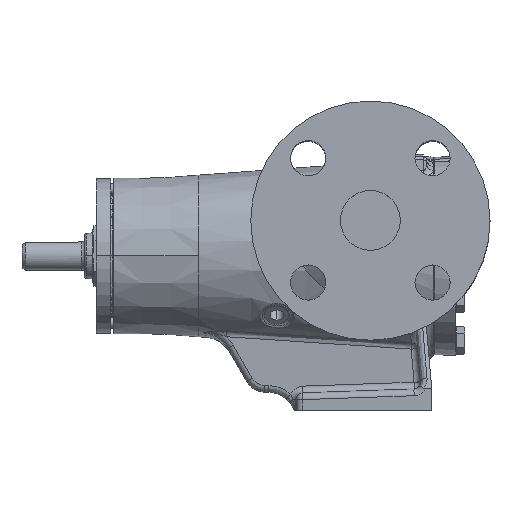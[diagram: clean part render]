
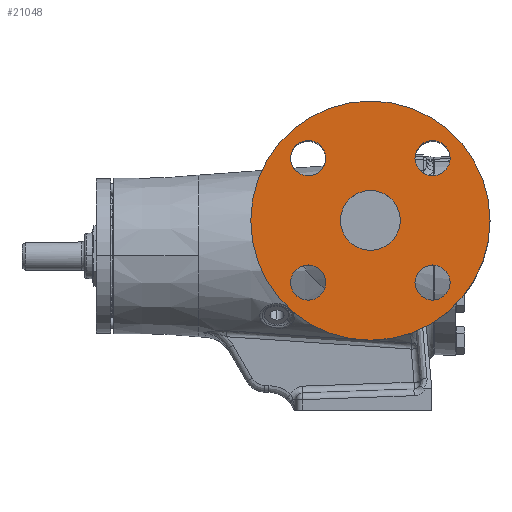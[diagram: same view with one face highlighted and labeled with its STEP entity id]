
A CAD part, top view. The second image highlights one B-rep face of the part: STEP entity #21048.
In plain terms, the highlighted planar face has unit normal (0, 0, 1).
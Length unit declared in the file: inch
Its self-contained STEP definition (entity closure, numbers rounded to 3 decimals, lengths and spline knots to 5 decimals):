
#356 = VERTEX_POINT ( 'NONE', #39075 ) ;
#877 = VERTEX_POINT ( 'NONE', #23627 ) ;
#2455 = DIRECTION ( 'NONE',  ( 1., 0., 0. ) ) ;
#2569 = FACE_BOUND ( 'NONE', #33434, .T. ) ;
#2652 = AXIS2_PLACEMENT_3D ( 'NONE', #7937, #43929, #35735 ) ;
#2831 = EDGE_CURVE ( 'Defeatured_0_589+Defeatured_0_1+Defeatured_0_1+Defeatured_0_1', #877, #4169, #17796, .T. ) ;
#3206 = EDGE_CURVE ( 'Defeatured_0_589+Defeatured_0_1+Defeatured_0_1+Defeatured_0_1', #4169, #877, #26460, .T. ) ;
#3326 = DIRECTION ( 'NONE',  ( 1., 0., 0. ) ) ;
#3760 = AXIS2_PLACEMENT_3D ( 'NONE', #33143, #9328, #28814 ) ;
#4169 = VERTEX_POINT ( 'NONE', #29641 ) ;
#4951 = DIRECTION ( 'NONE',  ( 0., 0., 1. ) ) ;
#5057 = CIRCLE ( 'NONE', #50954, 0.53125 ) ;
#5136 = PLANE ( 'NONE',  #16637 ) ;
#5388 = ORIENTED_EDGE ( 'NONE', *, *, #23435, .T. ) ;
#5572 = DIRECTION ( 'NONE',  ( 1., 0., 0. ) ) ;
#6073 = EDGE_CURVE ( 'Defeatured_0_586+Defeatured_0_1+Defeatured_0_1+Defeatured_0_1', #24465, #19915, #51054, .T. ) ;
#6228 = CARTESIAN_POINT ( 'NONE',  ( -0.01515, -0.47985, 4. ) ) ;
#7477 = CIRCLE ( 'NONE', #2652, 0.3125 ) ;
#7577 = FACE_BOUND ( 'NONE', #32843, .T. ) ;
#7937 = CARTESIAN_POINT ( 'NONE',  ( -2.22485, -0.47985, 4. ) ) ;
#8120 = CARTESIAN_POINT ( 'NONE',  ( -1.12, 0.62, 4. ) ) ;
#8629 = DIRECTION ( 'NONE',  ( 0., 0., -1. ) ) ;
#8742 = EDGE_LOOP ( 'NONE', ( #45150, #48549 ) ) ;
#9328 = DIRECTION ( 'NONE',  ( 0., 0., 1. ) ) ;
#9518 = DIRECTION ( 'NONE',  ( 1., 0., 0. ) ) ;
#9690 = DIRECTION ( 'NONE',  ( 0., 0., 1. ) ) ;
#10945 = DIRECTION ( 'NONE',  ( 1., 0., 0. ) ) ;
#11901 = AXIS2_PLACEMENT_3D ( 'NONE', #8120, #24652, #16653 ) ;
#12134 = EDGE_CURVE ( 'Defeatured_0_587+Defeatured_0_1+Defeatured_0_1+Defeatured_0_1', #22984, #44535, #32949, .T. ) ;
#13139 = EDGE_LOOP ( 'NONE', ( #32737, #5388 ) ) ;
#13374 = CARTESIAN_POINT ( 'NONE',  ( -0.58875, 0.625, 4. ) ) ;
#14273 = ORIENTED_EDGE ( 'NONE', *, *, #48776, .F. ) ;
#14851 = CARTESIAN_POINT ( 'NONE',  ( 0.29735, -0.47985, 4. ) ) ;
#15974 = ORIENTED_EDGE ( 'NONE', *, *, #6073, .F. ) ;
#16444 = CARTESIAN_POINT ( 'NONE',  ( -1.12, -1.505, 4. ) ) ;
#16637 = AXIS2_PLACEMENT_3D ( 'NONE', #28727, #4951, #36548 ) ;
#16653 = DIRECTION ( 'NONE',  ( 1., 0., 0. ) ) ;
#17378 = CARTESIAN_POINT ( 'NONE',  ( -1.12, 0.625, 4. ) ) ;
#17796 = CIRCLE ( 'NONE', #20477, 0.3125 ) ;
#18149 = FACE_BOUND ( 'NONE', #35130, .T. ) ;
#18337 = CARTESIAN_POINT ( 'NONE',  ( -1.65125, 0.625, 4. ) ) ;
#18522 = VERTEX_POINT ( 'NONE', #16444 ) ;
#19210 = CIRCLE ( 'NONE', #3760, 2.125 ) ;
#19915 = VERTEX_POINT ( 'NONE', #50246 ) ;
#20477 = AXIS2_PLACEMENT_3D ( 'NONE', #50977, #23189, #3326 ) ;
#20573 = CARTESIAN_POINT ( 'NONE',  ( -1.91235, -0.47985, 4. ) ) ;
#20669 = CARTESIAN_POINT ( 'NONE',  ( -1.12, 0.625, 4. ) ) ;
#21048 = ADVANCED_FACE ( 'Defeatured_0_1', ( #18149, #50465, #7577, #42379, #2569, #26210 ), #5136, .T. ) ;
#21382 = EDGE_CURVE ( 'Defeatured_0_588+Defeatured_0_1+Defeatured_0_1+Defeatured_0_1', #38771, #40127, #31982, .T. ) ;
#21520 = AXIS2_PLACEMENT_3D ( 'NONE', #51187, #31343, #39317 ) ;
#21947 = CIRCLE ( 'NONE', #37238, 0.53125 ) ;
#22535 = EDGE_CURVE ( 'Defeatured_0_1+Defeatured_0_599+Defeatured_0_599+Defeatured_0_599', #44622, #31471, #5057, .T. ) ;
#22627 = EDGE_CURVE ( 'Defeatured_0_586+Defeatured_0_1+Defeatured_0_1+Defeatured_0_1', #19915, #24465, #7477, .T. ) ;
#22984 = VERTEX_POINT ( 'NONE', #14851 ) ;
#23189 = DIRECTION ( 'NONE',  ( 0., 0., 1. ) ) ;
#23435 = EDGE_CURVE ( 'Defeatured_0_1+Defeatured_0_411+Defeatured_0_411+Defeatured_0_411', #18522, #356, #19210, .T. ) ;
#23485 = CARTESIAN_POINT ( 'NONE',  ( -0.32765, -0.47985, 4. ) ) ;
#23494 = EDGE_LOOP ( 'NONE', ( #46144, #31895 ) ) ;
#23627 = CARTESIAN_POINT ( 'NONE',  ( -1.91235, 1.72985, 4. ) ) ;
#24465 = VERTEX_POINT ( 'NONE', #20573 ) ;
#24652 = DIRECTION ( 'NONE',  ( 0., 0., 1. ) ) ;
#24659 = DIRECTION ( 'NONE',  ( 1., 0., 0. ) ) ;
#25110 = CIRCLE ( 'NONE', #45046, 0.3125 ) ;
#25408 = EDGE_CURVE ( 'Defeatured_0_587+Defeatured_0_1+Defeatured_0_1+Defeatured_0_1', #44535, #22984, #27093, .T. ) ;
#25690 = CARTESIAN_POINT ( 'NONE',  ( -2.22485, 1.72985, 4. ) ) ;
#26210 = FACE_BOUND ( 'NONE', #8742, .T. ) ;
#26448 = ORIENTED_EDGE ( 'NONE', *, *, #22535, .T. ) ;
#26460 = CIRCLE ( 'NONE', #40746, 0.3125 ) ;
#27093 = CIRCLE ( 'NONE', #48464, 0.3125 ) ;
#27292 = DIRECTION ( 'NONE',  ( 0., 0., 1. ) ) ;
#28292 = EDGE_CURVE ( 'Defeatured_0_1+Defeatured_0_411+Defeatured_0_411+Defeatured_0_411', #356, #18522, #51309, .T. ) ;
#28727 = CARTESIAN_POINT ( 'NONE',  ( -1.12, 0.62, 4. ) ) ;
#28814 = DIRECTION ( 'NONE',  ( 1., 0., 0. ) ) ;
#29089 = CARTESIAN_POINT ( 'NONE',  ( -0.32765, 1.72985, 4. ) ) ;
#29641 = CARTESIAN_POINT ( 'NONE',  ( -2.53735, 1.72985, 4. ) ) ;
#29691 = EDGE_CURVE ( 'Defeatured_0_1+Defeatured_0_599+Defeatured_0_599+Defeatured_0_599', #31471, #44622, #21947, .T. ) ;
#30178 = DIRECTION ( 'NONE',  ( 0., 0., 1. ) ) ;
#31343 = DIRECTION ( 'NONE',  ( 0., 0., 1. ) ) ;
#31471 = VERTEX_POINT ( 'NONE', #18337 ) ;
#31895 = ORIENTED_EDGE ( 'NONE', *, *, #25408, .F. ) ;
#31982 = CIRCLE ( 'NONE', #43248, 0.3125 ) ;
#32737 = ORIENTED_EDGE ( 'NONE', *, *, #28292, .T. ) ;
#32843 = EDGE_LOOP ( 'NONE', ( #15974, #44568 ) ) ;
#32949 = CIRCLE ( 'NONE', #21520, 0.3125 ) ;
#33143 = CARTESIAN_POINT ( 'NONE',  ( -1.12, 0.62, 4. ) ) ;
#33434 = EDGE_LOOP ( 'NONE', ( #34591, #14273 ) ) ;
#34163 = DIRECTION ( 'NONE',  ( 1., 0., 0. ) ) ;
#34591 = ORIENTED_EDGE ( 'NONE', *, *, #21382, .F. ) ;
#34761 = CARTESIAN_POINT ( 'NONE',  ( -0.01515, 1.72985, 4. ) ) ;
#35130 = EDGE_LOOP ( 'NONE', ( #26448, #37409 ) ) ;
#35735 = DIRECTION ( 'NONE',  ( 1., 0., 0. ) ) ;
#36120 = DIRECTION ( 'NONE',  ( 0., 0., -1. ) ) ;
#36548 = DIRECTION ( 'NONE',  ( 1., 0., 0. ) ) ;
#37238 = AXIS2_PLACEMENT_3D ( 'NONE', #20669, #8629, #24659 ) ;
#37409 = ORIENTED_EDGE ( 'NONE', *, *, #29691, .T. ) ;
#38148 = DIRECTION ( 'NONE',  ( 0., 0., 1. ) ) ;
#38587 = CARTESIAN_POINT ( 'NONE',  ( -0.01515, 1.72985, 4. ) ) ;
#38771 = VERTEX_POINT ( 'NONE', #49088 ) ;
#39075 = CARTESIAN_POINT ( 'NONE',  ( -1.12, 2.745, 4. ) ) ;
#39317 = DIRECTION ( 'NONE',  ( 1., 0., 0. ) ) ;
#40127 = VERTEX_POINT ( 'NONE', #29089 ) ;
#40746 = AXIS2_PLACEMENT_3D ( 'NONE', #25690, #9690, #9518 ) ;
#42379 = FACE_BOUND ( 'NONE', #23494, .T. ) ;
#43248 = AXIS2_PLACEMENT_3D ( 'NONE', #38587, #46441, #2455 ) ;
#43929 = DIRECTION ( 'NONE',  ( 0., 0., 1. ) ) ;
#44535 = VERTEX_POINT ( 'NONE', #23485 ) ;
#44568 = ORIENTED_EDGE ( 'NONE', *, *, #22627, .F. ) ;
#44622 = VERTEX_POINT ( 'NONE', #13374 ) ;
#45046 = AXIS2_PLACEMENT_3D ( 'NONE', #34761, #27292, #10945 ) ;
#45150 = ORIENTED_EDGE ( 'NONE', *, *, #2831, .F. ) ;
#46144 = ORIENTED_EDGE ( 'NONE', *, *, #12134, .F. ) ;
#46441 = DIRECTION ( 'NONE',  ( 0., 0., 1. ) ) ;
#46536 = CARTESIAN_POINT ( 'NONE',  ( -2.22485, -0.47985, 4. ) ) ;
#48464 = AXIS2_PLACEMENT_3D ( 'NONE', #6228, #38148, #34163 ) ;
#48549 = ORIENTED_EDGE ( 'NONE', *, *, #3206, .F. ) ;
#48606 = AXIS2_PLACEMENT_3D ( 'NONE', #46536, #30178, #50529 ) ;
#48776 = EDGE_CURVE ( 'Defeatured_0_588+Defeatured_0_1+Defeatured_0_1+Defeatured_0_1', #40127, #38771, #25110, .T. ) ;
#49088 = CARTESIAN_POINT ( 'NONE',  ( 0.29735, 1.72985, 4. ) ) ;
#50246 = CARTESIAN_POINT ( 'NONE',  ( -2.53735, -0.47985, 4. ) ) ;
#50465 = FACE_OUTER_BOUND ( 'NONE', #13139, .T. ) ;
#50529 = DIRECTION ( 'NONE',  ( 1., 0., 0. ) ) ;
#50954 = AXIS2_PLACEMENT_3D ( 'NONE', #17378, #36120, #5572 ) ;
#50977 = CARTESIAN_POINT ( 'NONE',  ( -2.22485, 1.72985, 4. ) ) ;
#51054 = CIRCLE ( 'NONE', #48606, 0.3125 ) ;
#51187 = CARTESIAN_POINT ( 'NONE',  ( -0.01515, -0.47985, 4. ) ) ;
#51309 = CIRCLE ( 'NONE', #11901, 2.125 ) ;
